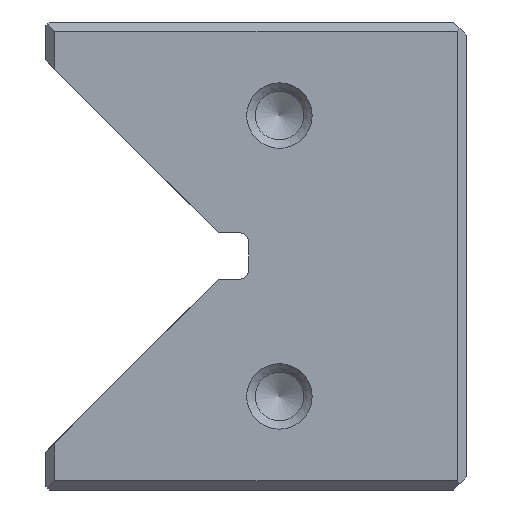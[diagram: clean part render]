
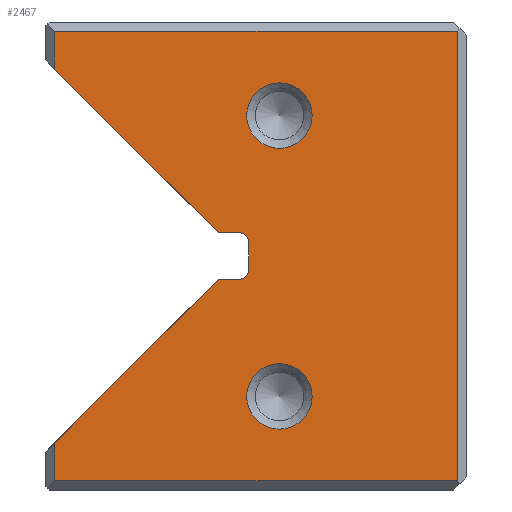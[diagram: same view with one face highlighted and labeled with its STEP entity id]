
A CAD part, left-side view. The second image highlights one B-rep face of the part: STEP entity #2467.
In plain terms, the highlighted planar face has unit normal (-1, 0, 0).
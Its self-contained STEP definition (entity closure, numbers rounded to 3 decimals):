
#2467=ADVANCED_FACE('',(#3371,#3372,#3373),#2846,.T.);
#2846=PLANE('',#8756);
#3088=CIRCLE('',#8752,3.5);
#3089=CIRCLE('',#8753,3.5);
#3090=CIRCLE('',#8754,1.);
#3091=CIRCLE('',#8755,1.);
#3371=FACE_BOUND('',#3565,.T.);
#3372=FACE_BOUND('',#3566,.T.);
#3373=FACE_BOUND('',#3567,.T.);
#3565=EDGE_LOOP('',(#4269));
#3566=EDGE_LOOP('',(#4270));
#3567=EDGE_LOOP('',(#4271,#4272,#4273,#4274,#4275,#4276,#4277,#4278,#4279,
#4280,#4281,#4282));
#4269=ORIENTED_EDGE('',*,*,#6745,.F.);
#4270=ORIENTED_EDGE('',*,*,#6746,.T.);
#4271=ORIENTED_EDGE('',*,*,#6747,.T.);
#4272=ORIENTED_EDGE('',*,*,#6748,.T.);
#4273=ORIENTED_EDGE('',*,*,#6749,.T.);
#4274=ORIENTED_EDGE('',*,*,#6750,.T.);
#4275=ORIENTED_EDGE('',*,*,#6751,.T.);
#4276=ORIENTED_EDGE('',*,*,#6752,.T.);
#4277=ORIENTED_EDGE('',*,*,#6753,.T.);
#4278=ORIENTED_EDGE('',*,*,#6754,.T.);
#4279=ORIENTED_EDGE('',*,*,#6755,.T.);
#4280=ORIENTED_EDGE('',*,*,#6756,.T.);
#4281=ORIENTED_EDGE('',*,*,#6757,.F.);
#4282=ORIENTED_EDGE('',*,*,#6758,.F.);
#6105=VERTEX_POINT('',#11237);
#6106=VERTEX_POINT('',#11239);
#6107=VERTEX_POINT('',#11241);
#6108=VERTEX_POINT('',#11242);
#6109=VERTEX_POINT('',#11244);
#6110=VERTEX_POINT('',#11246);
#6111=VERTEX_POINT('',#11248);
#6112=VERTEX_POINT('',#11250);
#6113=VERTEX_POINT('',#11252);
#6114=VERTEX_POINT('',#11254);
#6115=VERTEX_POINT('',#11256);
#6116=VERTEX_POINT('',#11258);
#6117=VERTEX_POINT('',#11260);
#6118=VERTEX_POINT('',#11262);
#6745=EDGE_CURVE('',#6105,#6105,#3088,.T.);
#6746=EDGE_CURVE('',#6106,#6106,#3089,.T.);
#6747=EDGE_CURVE('',#6107,#6108,#7577,.T.);
#6748=EDGE_CURVE('',#6108,#6109,#7578,.T.);
#6749=EDGE_CURVE('',#6109,#6110,#7579,.T.);
#6750=EDGE_CURVE('',#6110,#6111,#7580,.T.);
#6751=EDGE_CURVE('',#6111,#6112,#7581,.T.);
#6752=EDGE_CURVE('',#6112,#6113,#7582,.T.);
#6753=EDGE_CURVE('',#6113,#6114,#7583,.T.);
#6754=EDGE_CURVE('',#6114,#6115,#3090,.T.);
#6755=EDGE_CURVE('',#6115,#6116,#7584,.T.);
#6756=EDGE_CURVE('',#6116,#6117,#3091,.T.);
#6757=EDGE_CURVE('',#6118,#6117,#7585,.T.);
#6758=EDGE_CURVE('',#6107,#6118,#7586,.T.);
#7577=LINE('',#11240,#8239);
#7578=LINE('',#11243,#8240);
#7579=LINE('',#11245,#8241);
#7580=LINE('',#11247,#8242);
#7581=LINE('',#11249,#8243);
#7582=LINE('',#11251,#8244);
#7583=LINE('',#11253,#8245);
#7584=LINE('',#11257,#8246);
#7585=LINE('',#11261,#8247);
#7586=LINE('',#11263,#8248);
#8239=VECTOR('',#9299,1.);
#8240=VECTOR('',#9300,1.);
#8241=VECTOR('',#9301,1.);
#8242=VECTOR('',#9302,1.);
#8243=VECTOR('',#9303,1.);
#8244=VECTOR('',#9304,1.);
#8245=VECTOR('',#9305,1.);
#8246=VECTOR('',#9308,1.);
#8247=VECTOR('',#9311,1.);
#8248=VECTOR('',#9312,1.);
#8752=AXIS2_PLACEMENT_3D('',#11236,#9295,#9296);
#8753=AXIS2_PLACEMENT_3D('',#11238,#9297,#9298);
#8754=AXIS2_PLACEMENT_3D('',#11255,#9306,#9307);
#8755=AXIS2_PLACEMENT_3D('',#11259,#9309,#9310);
#8756=AXIS2_PLACEMENT_3D('',#11264,#9313,#9314);
#9295=DIRECTION('',(-1.,0.,0.));
#9296=DIRECTION('',(0.,0.,1.));
#9297=DIRECTION('',(1.,0.,0.));
#9298=DIRECTION('',(0.,0.,-1.));
#9299=DIRECTION('',(0.,0.,-1.));
#9300=DIRECTION('',(0.,-1.,0.));
#9301=DIRECTION('',(0.,0.,1.));
#9302=DIRECTION('',(0.,1.,0.));
#9303=DIRECTION('',(0.,0.,-1.));
#9304=DIRECTION('',(0.,-0.707,-0.707));
#9305=DIRECTION('',(0.,-1.,0.));
#9306=DIRECTION('',(1.,0.,0.));
#9307=DIRECTION('',(0.,0.,1.));
#9308=DIRECTION('',(0.,0.,-1.));
#9309=DIRECTION('',(1.,0.,0.));
#9310=DIRECTION('',(0.,0.,1.));
#9311=DIRECTION('',(0.,-1.,0.));
#9312=DIRECTION('',(0.,-0.707,0.707));
#9313=DIRECTION('',(-1.,0.,0.));
#9314=DIRECTION('',(0.,0.,-1.));
#11236=CARTESIAN_POINT('',(0.,20.,40.));
#11237=CARTESIAN_POINT('',(0.,20.,43.5));
#11238=CARTESIAN_POINT('',(0.,20.,10.));
#11239=CARTESIAN_POINT('',(0.,20.,6.5));
#11240=CARTESIAN_POINT('',(0.,44.,0.));
#11241=CARTESIAN_POINT('',(0.,44.,5.048));
#11242=CARTESIAN_POINT('',(0.,44.,1.));
#11243=CARTESIAN_POINT('',(0.,22.5,1.));
#11244=CARTESIAN_POINT('',(0.,1.,1.));
#11245=CARTESIAN_POINT('',(0.,1.,0.));
#11246=CARTESIAN_POINT('',(0.,1.,49.));
#11247=CARTESIAN_POINT('',(0.,22.5,49.));
#11248=CARTESIAN_POINT('',(0.,44.,49.));
#11249=CARTESIAN_POINT('',(0.,44.,0.));
#11250=CARTESIAN_POINT('',(0.,44.,44.952));
#11251=CARTESIAN_POINT('',(0.,45.,45.952));
#11252=CARTESIAN_POINT('',(0.,26.548,27.5));
#11253=CARTESIAN_POINT('',(0.,23.3,27.5));
#11254=CARTESIAN_POINT('',(0.,24.3,27.5));
#11255=CARTESIAN_POINT('',(0.,24.3,26.5));
#11256=CARTESIAN_POINT('',(0.,23.3,26.5));
#11257=CARTESIAN_POINT('',(0.,23.3,27.5));
#11258=CARTESIAN_POINT('',(0.,23.3,23.5));
#11259=CARTESIAN_POINT('',(0.,24.3,23.5));
#11260=CARTESIAN_POINT('',(0.,24.3,22.5));
#11261=CARTESIAN_POINT('',(0.,23.3,22.5));
#11262=CARTESIAN_POINT('',(0.,26.548,22.5));
#11263=CARTESIAN_POINT('',(0.,45.,4.048));
#11264=CARTESIAN_POINT('',(0.,22.5,0.));
